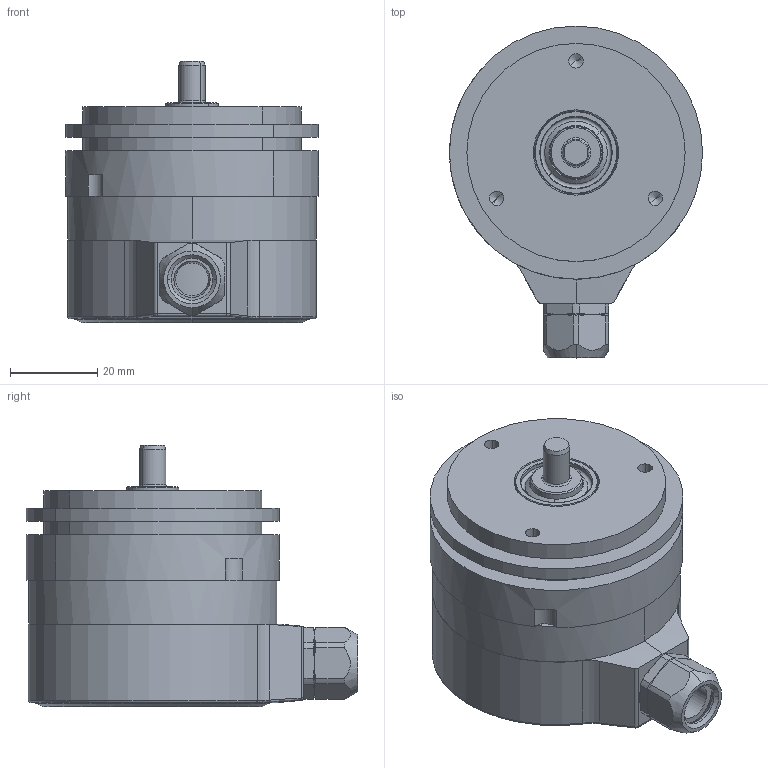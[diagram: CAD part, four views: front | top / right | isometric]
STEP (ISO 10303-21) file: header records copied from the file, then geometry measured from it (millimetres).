
FILE_DESCRIPTION((''),'2;1');
FILE_NAME('809706','2011-10-14T',('se2930'),(''),'PRO/ENGINEER BY PARAMETRIC TECHNOLOGY CORPORATION, 2010180','PRO/ENGINEER BY PARAMETRIC TECHNOLOGY CORPORATION, 2010180','');
FILE_SCHEMA(('CONFIG_CONTROL_DESIGN','SHAPE_APPEARANCE_LAYERS_GROUPS'));
Length unit declared in the file: millimetre
Products named in the file (1): 809706
Bounding box: 58 x 76 x 60 mm (x, y, z)
Volume: 113733.9 mm3; surface area: 23646.3 mm2
Topology: 1 solids, 1 shells, 241 faces, 531 edges, 310 vertices
Faces by surface type: cylinder 79, cone 75, plane 47, torus 33, bspline 7
Entity records: 7290 total; most frequent: CARTESIAN_POINT 1897, DIRECTION 1212, ORIENTED_EDGE 1046, AXIS2_PLACEMENT_3D 524, EDGE_CURVE 523, VERTEX_POINT 310, CIRCLE 290, EDGE_LOOP 269
